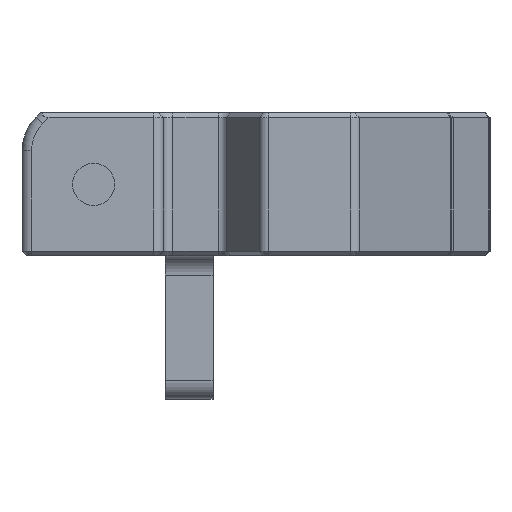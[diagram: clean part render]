
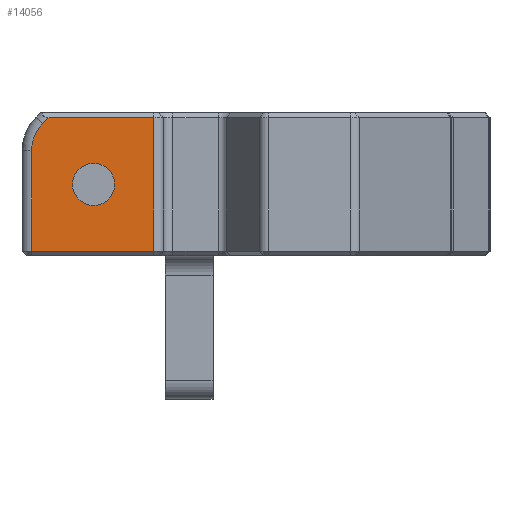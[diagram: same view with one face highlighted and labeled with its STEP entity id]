
A CAD part, left-side view. The second image highlights one B-rep face of the part: STEP entity #14056.
In plain terms, the highlighted planar face has unit normal (-1, 0, 0).
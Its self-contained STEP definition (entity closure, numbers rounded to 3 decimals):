
#311=FACE_BOUND('',#1890,.T.);
#432=PLANE('',#15231);
#988=FACE_OUTER_BOUND('',#1889,.T.);
#1889=EDGE_LOOP('',(#10694,#10695,#10696,#10697,#10698,#10699));
#1890=EDGE_LOOP('',(#10700));
#2997=LINE('',#22260,#4465);
#3066=LINE('',#22461,#4534);
#3067=LINE('',#22465,#4535);
#3068=LINE('',#22467,#4536);
#3069=LINE('',#22469,#4537);
#4465=VECTOR('',#17503,10.);
#4534=VECTOR('',#17716,10.);
#4535=VECTOR('',#17721,10.);
#4536=VECTOR('',#17722,10.);
#4537=VECTOR('',#17723,1.);
#5784=CIRCLE('',#15232,4.);
#5785=CIRCLE('',#15233,2.2);
#6634=VERTEX_POINT('',#22250);
#6636=VERTEX_POINT('',#22256);
#6697=VERTEX_POINT('',#22460);
#6698=VERTEX_POINT('',#22464);
#6699=VERTEX_POINT('',#22466);
#6700=VERTEX_POINT('',#22468);
#6701=VERTEX_POINT('',#22471);
#8057=EDGE_CURVE('',#6634,#6636,#2997,.T.);
#8158=EDGE_CURVE('',#6636,#6697,#3066,.T.);
#8160=EDGE_CURVE('',#6698,#6634,#3067,.T.);
#8161=EDGE_CURVE('',#6699,#6698,#3068,.T.);
#8162=EDGE_CURVE('',#6700,#6699,#3069,.T.);
#8163=EDGE_CURVE('',#6697,#6700,#5784,.T.);
#8164=EDGE_CURVE('',#6701,#6701,#5785,.T.);
#10694=ORIENTED_EDGE('',*,*,#8057,.F.);
#10695=ORIENTED_EDGE('',*,*,#8160,.F.);
#10696=ORIENTED_EDGE('',*,*,#8161,.F.);
#10697=ORIENTED_EDGE('',*,*,#8162,.F.);
#10698=ORIENTED_EDGE('',*,*,#8163,.F.);
#10699=ORIENTED_EDGE('',*,*,#8158,.F.);
#10700=ORIENTED_EDGE('',*,*,#8164,.T.);
#14056=ADVANCED_FACE('',(#988,#311),#432,.T.);
#15231=AXIS2_PLACEMENT_3D('',#22463,#17719,#17720);
#15232=AXIS2_PLACEMENT_3D('',#22470,#17724,#17725);
#15233=AXIS2_PLACEMENT_3D('',#22472,#17726,#17727);
#17503=DIRECTION('',(0.,1.,0.));
#17716=DIRECTION('',(0.,0.,1.));
#17719=DIRECTION('center_axis',(-1.,0.,0.));
#17720=DIRECTION('ref_axis',(0.,1.,0.));
#17721=DIRECTION('',(0.,0.,-1.));
#17722=DIRECTION('',(0.,-1.,0.));
#17723=DIRECTION('',(0.,-0.707,0.707));
#17724=DIRECTION('center_axis',(1.,0.,0.));
#17725=DIRECTION('ref_axis',(0.,0.927,0.376));
#17726=DIRECTION('center_axis',(1.,0.,0.));
#17727=DIRECTION('ref_axis',(0.,-1.,0.));
#22250=CARTESIAN_POINT('',(59.1,-73.791,257.362));
#22256=CARTESIAN_POINT('',(59.1,-60.991,257.362));
#22260=CARTESIAN_POINT('',(59.1,-79.641,257.362));
#22460=CARTESIAN_POINT('',(59.1,-60.991,267.877));
#22461=CARTESIAN_POINT('',(59.1,-60.991,271.862));
#22463=CARTESIAN_POINT('Origin',(59.1,-74.791,271.862));
#22464=CARTESIAN_POINT('',(59.1,-73.791,271.362));
#22465=CARTESIAN_POINT('',(59.1,-73.791,271.862));
#22466=CARTESIAN_POINT('',(59.1,-62.82,271.362));
#22467=CARTESIAN_POINT('',(59.1,-79.641,271.362));
#22468=CARTESIAN_POINT('',(59.1,-62.163,270.706));
#22469=CARTESIAN_POINT('',(59.1,-69.055,277.598));
#22470=CARTESIAN_POINT('Origin',(59.1,-64.991,267.877));
#22471=CARTESIAN_POINT('',(59.1,-65.291,264.362));
#22472=CARTESIAN_POINT('Origin',(59.1,-67.491,264.362));
